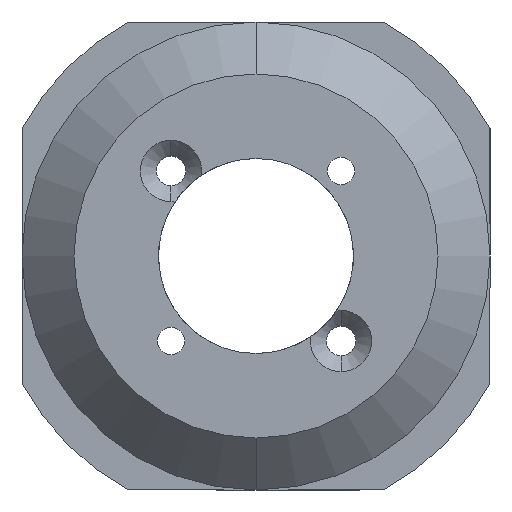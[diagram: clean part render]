
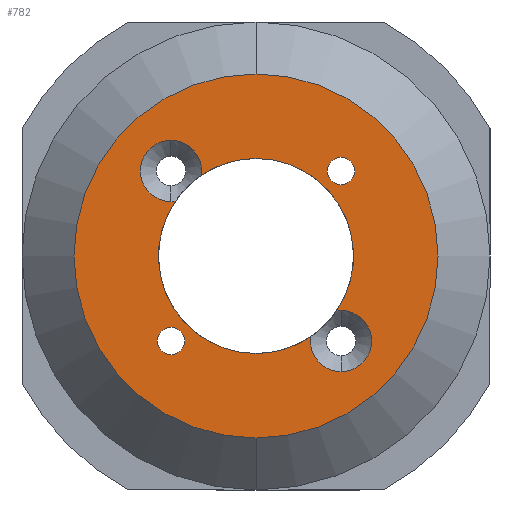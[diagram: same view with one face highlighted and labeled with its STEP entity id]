
A CAD part, front view. The second image highlights one B-rep face of the part: STEP entity #782.
In plain terms, the highlighted planar face has unit normal (0, -1, 0).
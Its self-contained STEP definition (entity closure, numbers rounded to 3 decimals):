
#24 = CARTESIAN_POINT ( 'NONE',  ( -13.979, -4.527, 45.5 ) ) ;
#26 = ORIENTED_EDGE ( 'NONE', *, *, #204, .F. ) ;
#29 = CARTESIAN_POINT ( 'NONE',  ( -13.979, -4.527, 60.5 ) ) ;
#31 = CIRCLE ( 'NONE', #412, 4.7 ) ;
#38 = ORIENTED_EDGE ( 'NONE', *, *, #1186, .F. ) ;
#55 = EDGE_LOOP ( 'NONE', ( #609, #754 ) ) ;
#56 = AXIS2_PLACEMENT_3D ( 'NONE', #800, #353, #695 ) ;
#67 = DIRECTION ( 'NONE',  ( 0., 0., -1. ) ) ;
#69 = ORIENTED_EDGE ( 'NONE', *, *, #1116, .F. ) ;
#77 = CIRCLE ( 'NONE', #1399, 2.1 ) ;
#80 = EDGE_CURVE ( 'NONE', #438, #905, #1294, .T. ) ;
#85 = CARTESIAN_POINT ( 'NONE',  ( -0.897, -4.527, 58.581 ) ) ;
#99 = DIRECTION ( 'NONE',  ( 0., 0., -1. ) ) ;
#101 = DIRECTION ( 'NONE',  ( 0., 0., 1. ) ) ;
#102 = ORIENTED_EDGE ( 'NONE', *, *, #761, .F. ) ;
#107 = EDGE_CURVE ( 'NONE', #905, #438, #122, .T. ) ;
#110 = CARTESIAN_POINT ( 'NONE',  ( -27.06, -4.527, 32.419 ) ) ;
#114 = EDGE_CURVE ( 'NONE', #1322, #685, #934, .T. ) ;
#122 = CIRCLE ( 'NONE', #1157, 28. ) ;
#140 = DIRECTION ( 'NONE',  ( 0., 0., -1. ) ) ;
#146 = ORIENTED_EDGE ( 'NONE', *, *, #325, .F. ) ;
#150 = EDGE_CURVE ( 'NONE', #1328, #840, #1052, .T. ) ;
#155 = CARTESIAN_POINT ( 'NONE',  ( -13.979, -4.527, 45.5 ) ) ;
#157 = DIRECTION ( 'NONE',  ( 0., 0., -1. ) ) ;
#162 = CARTESIAN_POINT ( 'NONE',  ( -27.06, -4.527, 34.519 ) ) ;
#167 = CIRCLE ( 'NONE', #710, 15. ) ;
#182 = DIRECTION ( 'NONE',  ( 0., -1., 0. ) ) ;
#187 = CARTESIAN_POINT ( 'NONE',  ( -0.897, -4.527, 37.119 ) ) ;
#202 = VERTEX_POINT ( 'NONE', #29 ) ;
#204 = EDGE_CURVE ( 'NONE', #840, #202, #167, .T. ) ;
#205 = AXIS2_PLACEMENT_3D ( 'NONE', #990, #316, #101 ) ;
#214 = ORIENTED_EDGE ( 'NONE', *, *, #276, .F. ) ;
#233 = CARTESIAN_POINT ( 'NONE',  ( -27.06, -4.527, 58.581 ) ) ;
#240 = DIRECTION ( 'NONE',  ( 0., 0., -1. ) ) ;
#250 = CARTESIAN_POINT ( 'NONE',  ( -27.06, -4.527, 58.581 ) ) ;
#268 = CARTESIAN_POINT ( 'NONE',  ( -13.979, -4.527, 73.5 ) ) ;
#270 = DIRECTION ( 'NONE',  ( 0., -1., 0. ) ) ;
#271 = EDGE_CURVE ( 'NONE', #963, #1251, #1150, .T. ) ;
#275 = CIRCLE ( 'NONE', #506, 4.7 ) ;
#276 = EDGE_CURVE ( 'NONE', #306, #1287, #1285, .T. ) ;
#285 = EDGE_LOOP ( 'NONE', ( #321, #69 ) ) ;
#302 = DIRECTION ( 'NONE',  ( 0., 0., -1. ) ) ;
#306 = VERTEX_POINT ( 'NONE', #348 ) ;
#316 = DIRECTION ( 'NONE',  ( 0., 1., 0. ) ) ;
#317 = ORIENTED_EDGE ( 'NONE', *, *, #271, .F. ) ;
#321 = ORIENTED_EDGE ( 'NONE', *, *, #1300, .F. ) ;
#325 = EDGE_CURVE ( 'NONE', #1287, #963, #31, .T. ) ;
#326 = AXIS2_PLACEMENT_3D ( 'NONE', #233, #1275, #1386 ) ;
#329 = PLANE ( 'NONE',  #205 ) ;
#348 = CARTESIAN_POINT ( 'NONE',  ( -22.409, -4.527, 57.907 ) ) ;
#353 = DIRECTION ( 'NONE',  ( 0., -1., 0. ) ) ;
#355 = CIRCLE ( 'NONE', #484, 2.1 ) ;
#361 = AXIS2_PLACEMENT_3D ( 'NONE', #980, #1398, #99 ) ;
#412 = AXIS2_PLACEMENT_3D ( 'NONE', #1054, #739, #157 ) ;
#423 = CARTESIAN_POINT ( 'NONE',  ( -0.897, -4.527, 58.581 ) ) ;
#432 = CARTESIAN_POINT ( 'NONE',  ( -0.897, -4.527, 32.419 ) ) ;
#438 = VERTEX_POINT ( 'NONE', #268 ) ;
#441 = CIRCLE ( 'NONE', #361, 4.7 ) ;
#443 = CARTESIAN_POINT ( 'NONE',  ( -27.06, -4.527, 30.319 ) ) ;
#474 = DIRECTION ( 'NONE',  ( 0., -1., 0. ) ) ;
#476 = ORIENTED_EDGE ( 'NONE', *, *, #1298, .F. ) ;
#484 = AXIS2_PLACEMENT_3D ( 'NONE', #110, #1273, #1165 ) ;
#499 = CARTESIAN_POINT ( 'NONE',  ( -27.06, -4.527, 63.281 ) ) ;
#506 = AXIS2_PLACEMENT_3D ( 'NONE', #432, #872, #515 ) ;
#515 = DIRECTION ( 'NONE',  ( 0., 0., -1. ) ) ;
#520 = DIRECTION ( 'NONE',  ( 0., 0., -1. ) ) ;
#537 = AXIS2_PLACEMENT_3D ( 'NONE', #583, #1222, #240 ) ;
#560 = CARTESIAN_POINT ( 'NONE',  ( -5.549, -4.527, 33.093 ) ) ;
#576 = CARTESIAN_POINT ( 'NONE',  ( -13.979, -4.527, 45.5 ) ) ;
#577 = CIRCLE ( 'NONE', #593, 2.1 ) ;
#583 = CARTESIAN_POINT ( 'NONE',  ( -13.979, -4.527, 45.5 ) ) ;
#593 = AXIS2_PLACEMENT_3D ( 'NONE', #1363, #270, #67 ) ;
#605 = ORIENTED_EDGE ( 'NONE', *, *, #150, .F. ) ;
#609 = ORIENTED_EDGE ( 'NONE', *, *, #80, .T. ) ;
#630 = EDGE_LOOP ( 'NONE', ( #476, #1297 ) ) ;
#631 = CARTESIAN_POINT ( 'NONE',  ( -13.979, -4.527, 17.5 ) ) ;
#664 = CIRCLE ( 'NONE', #56, 15. ) ;
#685 = VERTEX_POINT ( 'NONE', #1276 ) ;
#686 = EDGE_CURVE ( 'NONE', #1392, #1353, #275, .T. ) ;
#695 = DIRECTION ( 'NONE',  ( 0., 0., -1. ) ) ;
#703 = CARTESIAN_POINT ( 'NONE',  ( -13.979, -4.527, 45.5 ) ) ;
#710 = AXIS2_PLACEMENT_3D ( 'NONE', #155, #1358, #825 ) ;
#738 = ORIENTED_EDGE ( 'NONE', *, *, #1232, .F. ) ;
#739 = DIRECTION ( 'NONE',  ( 0., -1., 0. ) ) ;
#748 = CARTESIAN_POINT ( 'NONE',  ( -0.897, -4.527, 27.719 ) ) ;
#754 = ORIENTED_EDGE ( 'NONE', *, *, #107, .T. ) ;
#757 = DIRECTION ( 'NONE',  ( 0., 0., -1. ) ) ;
#761 = EDGE_CURVE ( 'NONE', #1353, #1328, #441, .T. ) ;
#769 = DIRECTION ( 'NONE',  ( 0., 0., -1. ) ) ;
#782 = ADVANCED_FACE ( 'NONE', ( #1091, #892, #1263, #1075 ), #329, .F. ) ;
#800 = CARTESIAN_POINT ( 'NONE',  ( -13.979, -4.527, 45.5 ) ) ;
#811 = DIRECTION ( 'NONE',  ( 0., -1., 0. ) ) ;
#820 = ORIENTED_EDGE ( 'NONE', *, *, #686, .F. ) ;
#823 = DIRECTION ( 'NONE',  ( 0., 0., -1. ) ) ;
#825 = DIRECTION ( 'NONE',  ( 0., 0., -1. ) ) ;
#840 = VERTEX_POINT ( 'NONE', #1094 ) ;
#857 = CARTESIAN_POINT ( 'NONE',  ( -13.979, -4.527, 30.5 ) ) ;
#872 = DIRECTION ( 'NONE',  ( 0., -1., 0. ) ) ;
#882 = VERTEX_POINT ( 'NONE', #443 ) ;
#891 = AXIS2_PLACEMENT_3D ( 'NONE', #24, #474, #823 ) ;
#892 = FACE_BOUND ( 'NONE', #285, .T. ) ;
#901 = VERTEX_POINT ( 'NONE', #857 ) ;
#905 = VERTEX_POINT ( 'NONE', #631 ) ;
#926 = VERTEX_POINT ( 'NONE', #162 ) ;
#934 = CIRCLE ( 'NONE', #1107, 2.1 ) ;
#963 = VERTEX_POINT ( 'NONE', #1155 ) ;
#980 = CARTESIAN_POINT ( 'NONE',  ( -0.897, -4.527, 32.419 ) ) ;
#990 = CARTESIAN_POINT ( 'NONE',  ( -13.979, -4.527, 0. ) ) ;
#993 = DIRECTION ( 'NONE',  ( 0., -1., 0. ) ) ;
#1001 = ORIENTED_EDGE ( 'NONE', *, *, #1090, .F. ) ;
#1052 = CIRCLE ( 'NONE', #1180, 4.7 ) ;
#1054 = CARTESIAN_POINT ( 'NONE',  ( -27.06, -4.527, 58.581 ) ) ;
#1069 = EDGE_LOOP ( 'NONE', ( #214, #1001, #26, #605, #102, #820, #738, #38, #317, #146 ) ) ;
#1075 = FACE_BOUND ( 'NONE', #1069, .T. ) ;
#1087 = CARTESIAN_POINT ( 'NONE',  ( -0.897, -4.527, 32.419 ) ) ;
#1090 = EDGE_CURVE ( 'NONE', #202, #306, #1147, .T. ) ;
#1091 = FACE_BOUND ( 'NONE', #630, .T. ) ;
#1092 = AXIS2_PLACEMENT_3D ( 'NONE', #703, #811, #140 ) ;
#1094 = CARTESIAN_POINT ( 'NONE',  ( -1.572, -4.527, 37.07 ) ) ;
#1101 = DIRECTION ( 'NONE',  ( 0., -1., 0. ) ) ;
#1107 = AXIS2_PLACEMENT_3D ( 'NONE', #85, #1101, #769 ) ;
#1116 = EDGE_CURVE ( 'NONE', #926, #882, #577, .T. ) ;
#1147 = CIRCLE ( 'NONE', #891, 15. ) ;
#1150 = CIRCLE ( 'NONE', #326, 4.7 ) ;
#1155 = CARTESIAN_POINT ( 'NONE',  ( -27.06, -4.527, 53.881 ) ) ;
#1157 = AXIS2_PLACEMENT_3D ( 'NONE', #576, #1325, #520 ) ;
#1165 = DIRECTION ( 'NONE',  ( 0., 0., -1. ) ) ;
#1180 = AXIS2_PLACEMENT_3D ( 'NONE', #1087, #182, #302 ) ;
#1186 = EDGE_CURVE ( 'NONE', #1251, #901, #1348, .T. ) ;
#1222 = DIRECTION ( 'NONE',  ( 0., -1., 0. ) ) ;
#1232 = EDGE_CURVE ( 'NONE', #901, #1392, #664, .T. ) ;
#1251 = VERTEX_POINT ( 'NONE', #1332 ) ;
#1263 = FACE_OUTER_BOUND ( 'NONE', #55, .T. ) ;
#1273 = DIRECTION ( 'NONE',  ( 0., -1., 0. ) ) ;
#1275 = DIRECTION ( 'NONE',  ( 0., -1., 0. ) ) ;
#1276 = CARTESIAN_POINT ( 'NONE',  ( -0.897, -4.527, 56.481 ) ) ;
#1285 = CIRCLE ( 'NONE', #1393, 4.7 ) ;
#1287 = VERTEX_POINT ( 'NONE', #499 ) ;
#1294 = CIRCLE ( 'NONE', #1092, 28. ) ;
#1297 = ORIENTED_EDGE ( 'NONE', *, *, #114, .F. ) ;
#1298 = EDGE_CURVE ( 'NONE', #685, #1322, #77, .T. ) ;
#1300 = EDGE_CURVE ( 'NONE', #882, #926, #355, .T. ) ;
#1322 = VERTEX_POINT ( 'NONE', #1406 ) ;
#1325 = DIRECTION ( 'NONE',  ( 0., -1., 0. ) ) ;
#1328 = VERTEX_POINT ( 'NONE', #187 ) ;
#1332 = CARTESIAN_POINT ( 'NONE',  ( -26.386, -4.527, 53.93 ) ) ;
#1348 = CIRCLE ( 'NONE', #537, 15. ) ;
#1353 = VERTEX_POINT ( 'NONE', #748 ) ;
#1358 = DIRECTION ( 'NONE',  ( 0., -1., 0. ) ) ;
#1363 = CARTESIAN_POINT ( 'NONE',  ( -27.06, -4.527, 32.419 ) ) ;
#1376 = DIRECTION ( 'NONE',  ( 0., -1., 0. ) ) ;
#1383 = DIRECTION ( 'NONE',  ( 0., 0., -1. ) ) ;
#1386 = DIRECTION ( 'NONE',  ( 0., 0., -1. ) ) ;
#1392 = VERTEX_POINT ( 'NONE', #560 ) ;
#1393 = AXIS2_PLACEMENT_3D ( 'NONE', #250, #993, #1383 ) ;
#1398 = DIRECTION ( 'NONE',  ( 0., -1., 0. ) ) ;
#1399 = AXIS2_PLACEMENT_3D ( 'NONE', #423, #1376, #757 ) ;
#1406 = CARTESIAN_POINT ( 'NONE',  ( -0.897, -4.527, 60.681 ) ) ;
